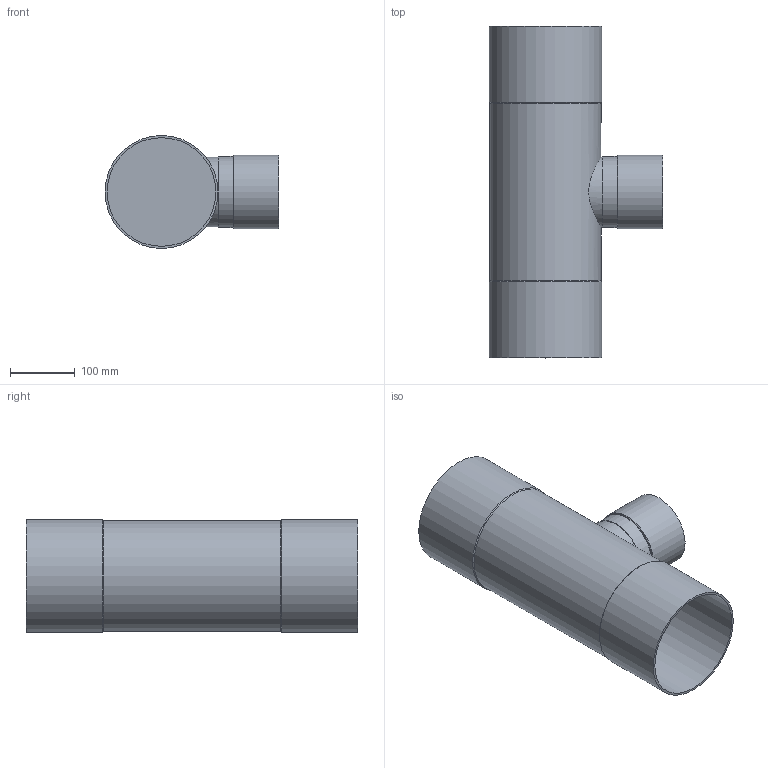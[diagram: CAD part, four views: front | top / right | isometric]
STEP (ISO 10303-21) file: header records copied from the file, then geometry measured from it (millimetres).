
FILE_DESCRIPTION( ( 'Unknown' ), '1' );
FILE_NAME( 'F15DN168,3-108.stp', 'Unknown', ( 'Unknown' ), ( 'Unknown' ), 'PSStep 16.0.42', 'Unknown', ' ' );
FILE_SCHEMA( ( 'AUTOMOTIVE_DESIGN { 1 0 10303 214 1 1 1 1 }' ) );
Length unit declared in the file: millimetre
Products named in the file (1): 1
Bounding box: 269.5 x 514 x 175 mm (x, y, z)
Volume: 7238998.2 mm3; surface area: 516167.3 mm2
Topology: 1 solids, 1 shells, 20 faces, 38 edges, 26 vertices
Faces by surface type: cylinder 9, plane 8, cone 3
Full cylindrical faces by diameter (mm): 108 x2, 110 x1, 114 x1, 168.3 x2, 172 x1, 175 x2
Entity records: 714 total; most frequent: CARTESIAN_POINT 206, DIRECTION 78, AXIS2_PLACEMENT_3D 39, EDGE_LOOP 38, ORIENTED_EDGE 38, FACE_OUTER_BOUND 29, STYLED_ITEM 20, PRESENTATION_STYLE_ASSIGNMENT 20
